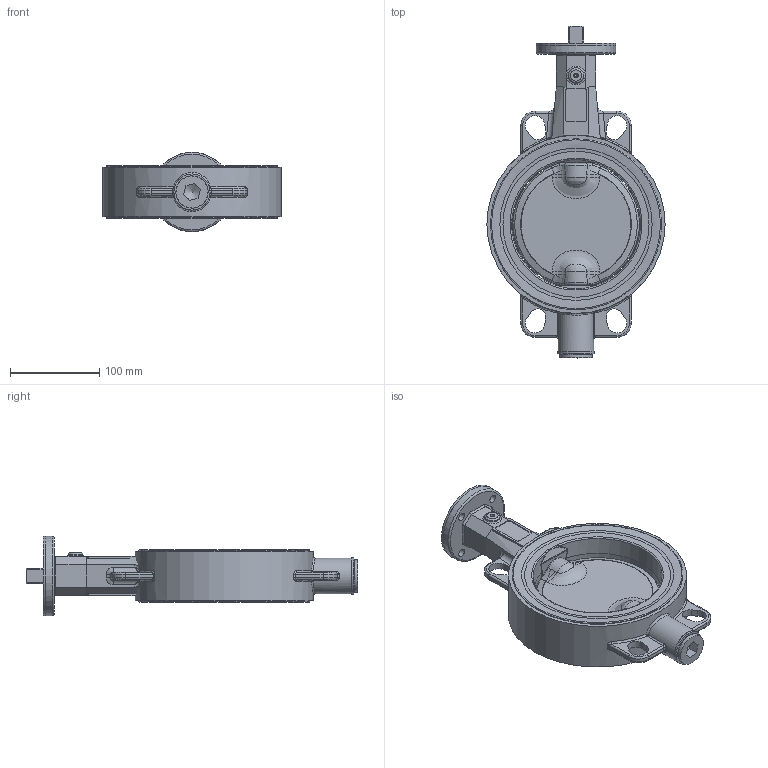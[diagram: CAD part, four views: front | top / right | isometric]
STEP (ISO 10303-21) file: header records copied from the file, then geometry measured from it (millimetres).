
FILE_DESCRIPTION((''),'2;1');
FILE_NAME('Z011-AS-DN150.stp','2007-09-27T08:18:35',('hellwig'),(''),'Autodesk Inventor 11','Autodesk Inventor 11','');
FILE_SCHEMA(('AUTOMOTIVE_DESIGN { 1 0 10303 214 1 1 1 1 }'));
Length unit declared in the file: millimetre
Products named in the file (1): Bauteil1
Bounding box: 200 x 372.5 x 89.4 mm (x, y, z)
Volume: 1364377.5 mm3; surface area: 230623.8 mm2
Topology: 14 solids, 14 shells, 972 faces, 2445 edges, 1553 vertices
Faces by surface type: bspline 374, plane 350, cylinder 157, torus 49, cone 40, sphere 2
Full cylindrical faces by diameter (mm): 4 x1, 6 x1, 19 x1, 20.7 x3, 22 x8, 22.2 x3, 22.4 x2, 25 x2, 26 x3, 29.95 x1, 30.3 x1, 35.9 x1, 36 x1, 40 x1, 40.4 x1, 89 x1, 89.4 x1, 181 x1, 183.7 x1, 191 x1, 191.7 x1, 200 x1
Entity records: 38502 total; most frequent: CARTESIAN_POINT 18166, ORIENTED_EDGE 4536, DIRECTION 3324, EDGE_CURVE 2268, VERTEX_POINT 1501, EDGE_LOOP 1186, AXIS2_PLACEMENT_3D 1139, VECTOR 1046
